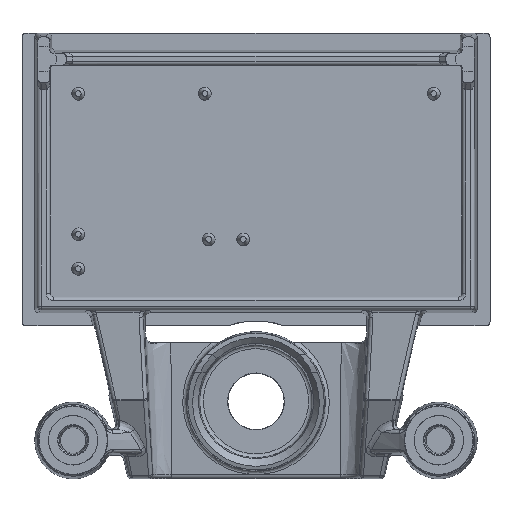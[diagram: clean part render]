
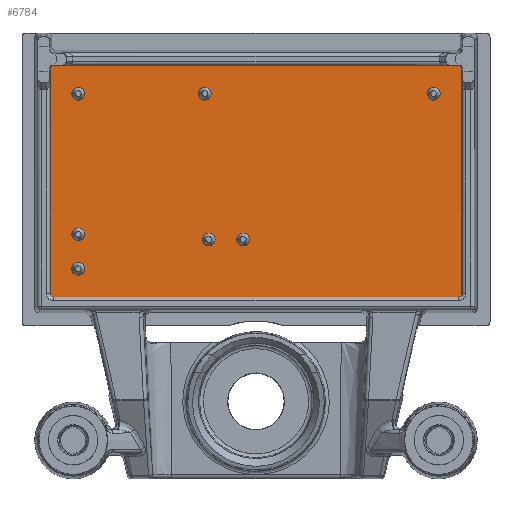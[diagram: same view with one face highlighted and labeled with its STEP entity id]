
A CAD part, top view. The second image highlights one B-rep face of the part: STEP entity #6784.
In plain terms, the highlighted planar face has unit normal (0, 0, 1).
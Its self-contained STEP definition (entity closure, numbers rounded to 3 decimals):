
#307=ELLIPSE('',#7398,0.3,0.3);
#308=ELLIPSE('',#7401,0.3,0.3);
#309=ELLIPSE('',#7404,0.3,0.3);
#310=ELLIPSE('',#7407,0.3,0.3);
#758=LINE('',#14760,#1210);
#761=LINE('',#14768,#1213);
#764=LINE('',#14776,#1216);
#767=LINE('',#14784,#1219);
#1210=VECTOR('',#8939,1000.);
#1213=VECTOR('',#8948,1000.);
#1216=VECTOR('',#8957,1000.);
#1219=VECTOR('',#8966,1000.);
#3151=ORIENTED_EDGE('',*,*,#4387,.T.);
#3152=ORIENTED_EDGE('',*,*,#4388,.T.);
#3153=ORIENTED_EDGE('',*,*,#4389,.T.);
#3154=ORIENTED_EDGE('',*,*,#4390,.T.);
#3155=ORIENTED_EDGE('',*,*,#4391,.T.);
#3156=ORIENTED_EDGE('',*,*,#4392,.T.);
#3157=ORIENTED_EDGE('',*,*,#4393,.T.);
#3158=ORIENTED_EDGE('',*,*,#4386,.T.);
#3159=ORIENTED_EDGE('',*,*,#4384,.T.);
#3160=ORIENTED_EDGE('',*,*,#4382,.F.);
#3161=ORIENTED_EDGE('',*,*,#4380,.F.);
#3162=ORIENTED_EDGE('',*,*,#4378,.F.);
#3163=ORIENTED_EDGE('',*,*,#4376,.F.);
#3164=ORIENTED_EDGE('',*,*,#4374,.T.);
#3165=ORIENTED_EDGE('',*,*,#4372,.T.);
#4372=EDGE_CURVE('',#5069,#5068,#307,.F.);
#4374=EDGE_CURVE('',#5070,#5069,#758,.T.);
#4376=EDGE_CURVE('',#5070,#5071,#308,.F.);
#4378=EDGE_CURVE('',#5071,#5072,#761,.T.);
#4380=EDGE_CURVE('',#5072,#5073,#309,.F.);
#4382=EDGE_CURVE('',#5073,#5074,#764,.F.);
#4384=EDGE_CURVE('',#5075,#5074,#310,.F.);
#4386=EDGE_CURVE('',#5068,#5075,#767,.T.);
#4387=EDGE_CURVE('',#5076,#5076,#5285,.T.);
#4388=EDGE_CURVE('',#5077,#5077,#5286,.T.);
#4389=EDGE_CURVE('',#5078,#5078,#5287,.T.);
#4390=EDGE_CURVE('',#5079,#5079,#5288,.T.);
#4391=EDGE_CURVE('',#5080,#5080,#5289,.T.);
#4392=EDGE_CURVE('',#5081,#5081,#5290,.T.);
#4393=EDGE_CURVE('',#5082,#5082,#5291,.T.);
#5068=VERTEX_POINT('',#14755);
#5069=VERTEX_POINT('',#14757);
#5070=VERTEX_POINT('',#14761);
#5071=VERTEX_POINT('',#14765);
#5072=VERTEX_POINT('',#14769);
#5073=VERTEX_POINT('',#14773);
#5074=VERTEX_POINT('',#14777);
#5075=VERTEX_POINT('',#14781);
#5076=VERTEX_POINT('',#14787);
#5077=VERTEX_POINT('',#14789);
#5078=VERTEX_POINT('',#14791);
#5079=VERTEX_POINT('',#14793);
#5080=VERTEX_POINT('',#14795);
#5081=VERTEX_POINT('',#14797);
#5082=VERTEX_POINT('',#14799);
#5285=CIRCLE('',#7410,0.5);
#5286=CIRCLE('',#7411,0.5);
#5287=CIRCLE('',#7412,0.5);
#5288=CIRCLE('',#7413,0.5);
#5289=CIRCLE('',#7414,0.5);
#5290=CIRCLE('',#7415,0.5);
#5291=CIRCLE('',#7416,0.5);
#5692=EDGE_LOOP('',(#3151));
#5693=EDGE_LOOP('',(#3152));
#5694=EDGE_LOOP('',(#3153));
#5695=EDGE_LOOP('',(#3154));
#5696=EDGE_LOOP('',(#3155));
#5697=EDGE_LOOP('',(#3156));
#5698=EDGE_LOOP('',(#3157));
#5699=EDGE_LOOP('',(#3158,#3159,#3160,#3161,#3162,#3163,#3164,#3165));
#6176=FACE_BOUND('',#5692,.T.);
#6177=FACE_BOUND('',#5693,.T.);
#6178=FACE_BOUND('',#5694,.T.);
#6179=FACE_BOUND('',#5695,.T.);
#6180=FACE_BOUND('',#5696,.T.);
#6181=FACE_BOUND('',#5697,.T.);
#6182=FACE_BOUND('',#5698,.T.);
#6183=FACE_BOUND('',#5699,.T.);
#6402=PLANE('',#7409);
#6784=ADVANCED_FACE('',(#6176,#6177,#6178,#6179,#6180,#6181,#6182,#6183),
#6402,.F.);
#7398=AXIS2_PLACEMENT_3D('',#14756,#8934,#8935);
#7401=AXIS2_PLACEMENT_3D('',#14764,#8943,#8944);
#7404=AXIS2_PLACEMENT_3D('',#14772,#8952,#8953);
#7407=AXIS2_PLACEMENT_3D('',#14780,#8961,#8962);
#7409=AXIS2_PLACEMENT_3D('',#14785,#8967,#8968);
#7410=AXIS2_PLACEMENT_3D('',#14786,#8969,#8970);
#7411=AXIS2_PLACEMENT_3D('',#14788,#8971,#8972);
#7412=AXIS2_PLACEMENT_3D('',#14790,#8973,#8974);
#7413=AXIS2_PLACEMENT_3D('',#14792,#8975,#8976);
#7414=AXIS2_PLACEMENT_3D('',#14794,#8977,#8978);
#7415=AXIS2_PLACEMENT_3D('',#14796,#8979,#8980);
#7416=AXIS2_PLACEMENT_3D('',#14798,#8981,#8982);
#8934=DIRECTION('',(0.,0.,-1.));
#8935=DIRECTION('',(-0.707,0.707,0.));
#8939=DIRECTION('',(-1.,0.,0.));
#8943=DIRECTION('',(0.,0.,1.));
#8944=DIRECTION('',(0.707,0.707,0.));
#8948=DIRECTION('',(0.,-1.,0.));
#8952=DIRECTION('',(0.,0.,1.));
#8953=DIRECTION('',(0.555,0.832,0.));
#8957=DIRECTION('',(1.,0.,0.));
#8961=DIRECTION('',(0.,0.,-1.));
#8962=DIRECTION('',(-0.555,0.832,0.));
#8966=DIRECTION('',(0.,-1.,0.));
#8967=DIRECTION('',(0.,0.,-1.));
#8968=DIRECTION('',(-1.,0.,0.));
#8969=DIRECTION('',(0.,0.,-1.));
#8970=DIRECTION('',(-1.,0.,0.));
#8971=DIRECTION('',(0.,0.,-1.));
#8972=DIRECTION('',(-1.,0.,0.));
#8973=DIRECTION('',(0.,0.,-1.));
#8974=DIRECTION('',(-1.,0.,0.));
#8975=DIRECTION('',(0.,0.,-1.));
#8976=DIRECTION('',(-1.,0.,0.));
#8977=DIRECTION('',(0.,0.,-1.));
#8978=DIRECTION('',(-1.,0.,0.));
#8979=DIRECTION('',(0.,0.,-1.));
#8980=DIRECTION('',(-1.,0.,0.));
#8981=DIRECTION('',(0.,0.,-1.));
#8982=DIRECTION('',(-1.,0.,0.));
#14755=CARTESIAN_POINT('',(-16.109,8.759,10.));
#14756=CARTESIAN_POINT('',(-15.809,8.759,10.));
#14757=CARTESIAN_POINT('',(-15.809,9.059,10.));
#14760=CARTESIAN_POINT('',(-9.023,9.059,10.));
#14761=CARTESIAN_POINT('',(15.809,9.059,10.));
#14764=CARTESIAN_POINT('',(15.809,8.759,10.));
#14765=CARTESIAN_POINT('',(16.109,8.759,10.));
#14768=CARTESIAN_POINT('',(16.109,0.643,10.));
#14769=CARTESIAN_POINT('',(16.109,-8.758,10.));
#14772=CARTESIAN_POINT('',(15.809,-8.758,10.));
#14773=CARTESIAN_POINT('',(15.809,-9.058,10.));
#14776=CARTESIAN_POINT('',(0.,-9.058,10.));
#14777=CARTESIAN_POINT('',(-15.809,-9.058,10.));
#14780=CARTESIAN_POINT('',(-15.809,-8.758,10.));
#14781=CARTESIAN_POINT('',(-16.109,-8.758,10.));
#14784=CARTESIAN_POINT('',(-16.109,0.643,10.));
#14785=CARTESIAN_POINT('',(0.,0.,10.));
#14786=CARTESIAN_POINT('',(-13.9,-4.15,10.));
#14787=CARTESIAN_POINT('',(-14.4,-4.15,10.));
#14788=CARTESIAN_POINT('',(-13.9,-6.85,10.));
#14789=CARTESIAN_POINT('',(-14.4,-6.85,10.));
#14790=CARTESIAN_POINT('',(13.9,6.85,10.));
#14791=CARTESIAN_POINT('',(13.4,6.85,10.));
#14792=CARTESIAN_POINT('',(-4.,6.85,10.));
#14793=CARTESIAN_POINT('',(-4.5,6.85,10.));
#14794=CARTESIAN_POINT('',(-1.,-4.55,10.));
#14795=CARTESIAN_POINT('',(-1.5,-4.55,10.));
#14796=CARTESIAN_POINT('',(-3.7,-4.55,10.));
#14797=CARTESIAN_POINT('',(-4.2,-4.55,10.));
#14798=CARTESIAN_POINT('',(-13.9,6.85,10.));
#14799=CARTESIAN_POINT('',(-14.4,6.85,10.));
